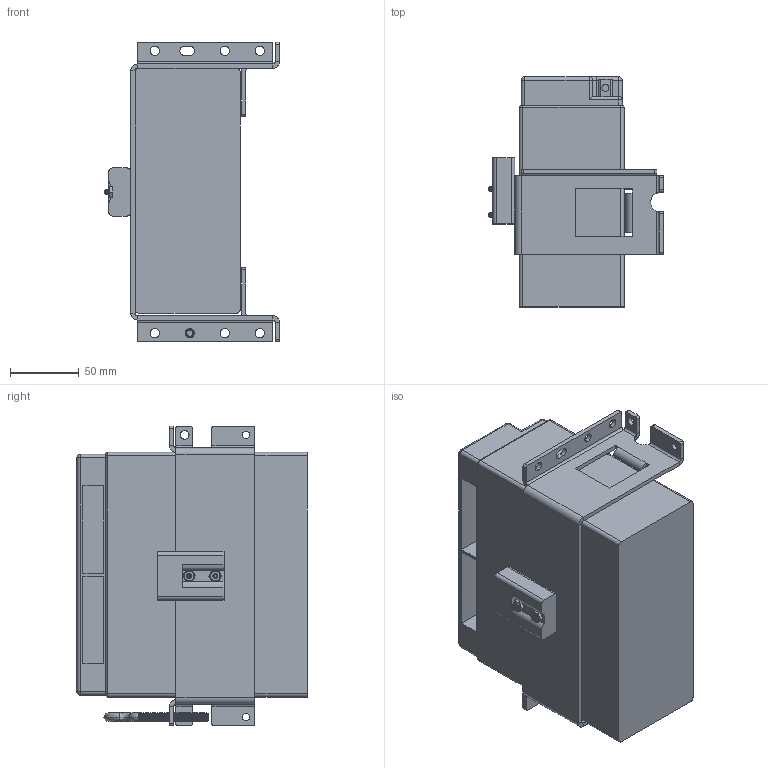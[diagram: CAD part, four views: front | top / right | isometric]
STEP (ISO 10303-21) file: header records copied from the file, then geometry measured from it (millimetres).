
FILE_DESCRIPTION (( 'STEP AP203' ), '1' );
FILE_NAME ('Battery Tray.STEP', '2014-01-03T22:39:04', ( '' ), ( '' ), 'SwSTEP 2.0', 'SolidWorks 2010', '' );
FILE_SCHEMA (( 'CONFIG_CONTROL_DESIGN' ));
Length unit declared in the file: inch
Products named in the file (7): Battery Tray; SB50; Battery Bracket; 14-20 Open Eye Bolt 9490T4; 6-32 Nylock Jam Nut; 6-32 x 0875 FHCS; battery
Assembly tree (8 placements, depth 2):
  Battery Tray
    6-32 x 0875 FHCS  x2
    6-32 Nylock Jam Nut  x2
    14-20 Open Eye Bolt 9490T4
    SB50
    Battery Bracket
    battery
Bounding box: 127 x 167.13 x 217.74 mm (x, y, z)
Volume: 2272770.6 mm3; surface area: 188656.1 mm2
Topology: 8 solids, 8 shells, 750 faces, 2028 edges, 1293 vertices
Faces by surface type: cylinder 476, plane 193, cone 43, bspline 32, torus 6
Entity records: 32315 total; most frequent: CARTESIAN_POINT 17699, ORIENTED_EDGE 3272, DIRECTION 2550, EDGE_CURVE 1636, VERTEX_POINT 1045, AXIS2_PLACEMENT_3D 885, LINE 780, VECTOR 780
